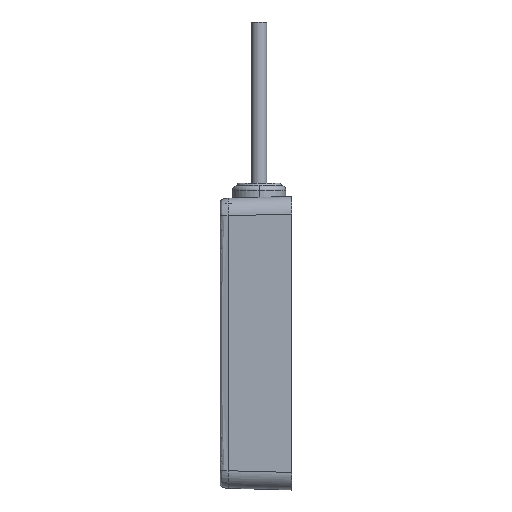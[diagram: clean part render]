
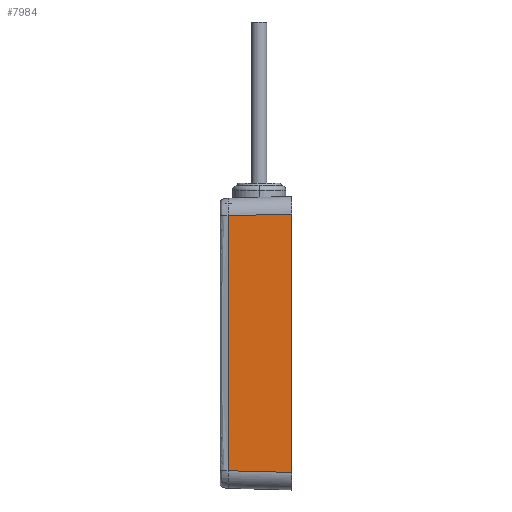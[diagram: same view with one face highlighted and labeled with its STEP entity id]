
A CAD part, left-side view. The second image highlights one B-rep face of the part: STEP entity #7984.
In plain terms, the highlighted planar face has unit normal (-1, 0.026, 0).
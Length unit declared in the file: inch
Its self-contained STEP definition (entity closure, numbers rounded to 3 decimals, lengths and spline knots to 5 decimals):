
#73=CARTESIAN_POINT('',(-3.54528,0.,-1.82115));
#87=DIRECTION('',(0.,0.,-1.));
#88=VECTOR('',#87,3.6423);
#89=CARTESIAN_POINT('',(-3.54528,0.,1.82115));
#90=LINE('',#89,#88);
#103=CARTESIAN_POINT('',(-3.54528,0.,1.82115));
#1157=DIRECTION('',(0.,0.,1.));
#1158=VECTOR('',#1157,3.59528);
#1159=CARTESIAN_POINT('',(-3.52177,0.89773,
-1.79764));
#1160=LINE('',#1159,#1158);
#1161=DIRECTION('',(-0.026,-0.999,0.026));
#1162=VECTOR('',#1161,0.89835);
#1163=CARTESIAN_POINT('',(-3.52177,0.89773,
1.79764));
#1164=LINE('',#1163,#1162);
#1165=DIRECTION('',(-0.026,-0.999,-0.026));
#1166=VECTOR('',#1165,0.89835);
#1167=CARTESIAN_POINT('',(-3.52177,0.89773,
-1.79764));
#1168=LINE('',#1167,#1166);
#6481=VERTEX_POINT('',#103);
#6482=VERTEX_POINT('',#73);
#6507=CARTESIAN_POINT('',(-3.52177,0.89773,
-1.79764));
#6508=CARTESIAN_POINT('',(-3.52177,0.89773,
1.79764));
#6509=VERTEX_POINT('',#6507);
#6510=VERTEX_POINT('',#6508);
#7973=CARTESIAN_POINT('',(-3.54528,0.,-2.21683));
#7974=DIRECTION('',(-1.,0.026,0.));
#7975=DIRECTION('',(0.,0.,-1.));
#7976=AXIS2_PLACEMENT_3D('',#7973,#7974,#7975);
#7977=PLANE('',#7976);
#7978=ORIENTED_EDGE('',*,*,#7605,.T.);
#7979=ORIENTED_EDGE('',*,*,#7496,.T.);
#7980=ORIENTED_EDGE('',*,*,#7193,.T.);
#7981=ORIENTED_EDGE('',*,*,#7965,.F.);
#7982=EDGE_LOOP('',(#7978,#7979,#7980,#7981));
#7983=FACE_OUTER_BOUND('',#7982,.F.);
#7984=ADVANCED_FACE('',(#7983),#7977,.T.);
#7193=EDGE_CURVE('',#6481,#6482,#90,.T.);
#7496=EDGE_CURVE('',#6510,#6481,#1164,.T.);
#7605=EDGE_CURVE('',#6509,#6510,#1160,.T.);
#7965=EDGE_CURVE('',#6509,#6482,#1168,.T.);
